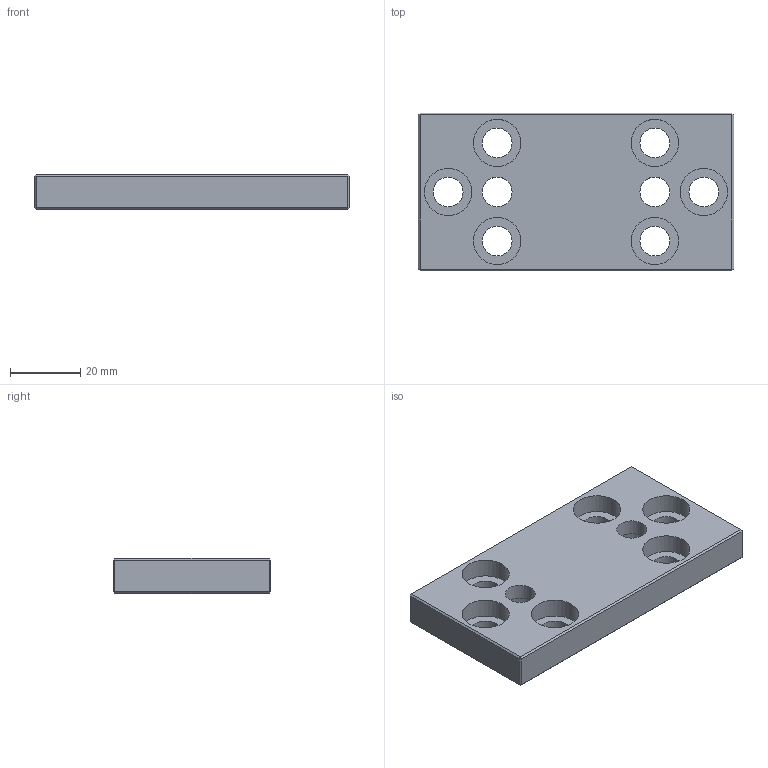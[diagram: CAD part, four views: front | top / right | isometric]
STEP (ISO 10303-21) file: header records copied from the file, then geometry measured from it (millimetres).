
FILE_DESCRIPTION((''),'2;1');
FILE_NAME('304590.ipt.stp','2010-09-05T12:23:29',(''),(''),'Autodesk Inventor 2010','Autodesk Inventor 2010','');
FILE_SCHEMA(('AUTOMOTIVE_DESIGN { 1 0 10303 214 1 1 1 1 }'));
Length unit declared in the file: millimetre
Products named in the file (1): 304590
Bounding box: 90 x 45 x 10 mm (x, y, z)
Volume: 32088.5 mm3; surface area: 12548.3 mm2
Topology: 1 solids, 1 shells, 50 faces, 104 edges, 64 vertices
Faces by surface type: plane 26, bspline 24
Entity records: 1426 total; most frequent: CARTESIAN_POINT 483, DIRECTION 166, ORIENTED_EDGE 160, EDGE_LOOP 90, EDGE_CURVE 80, AXIS2_PLACEMENT_3D 59, VERTEX_POINT 56, FACE_OUTER_BOUND 50
